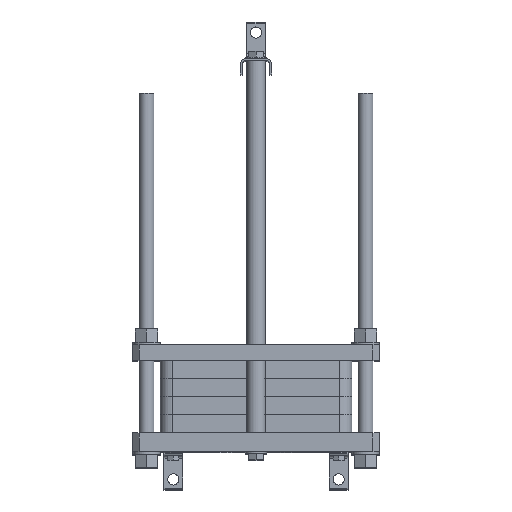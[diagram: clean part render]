
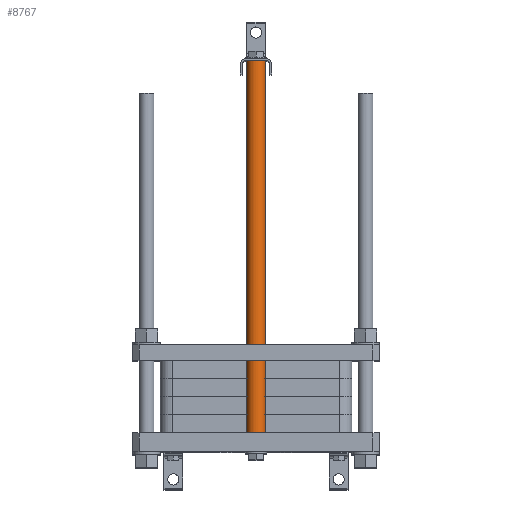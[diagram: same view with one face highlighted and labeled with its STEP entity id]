
A CAD part, top view. The second image highlights one B-rep face of the part: STEP entity #8767.
In plain terms, the highlighted cylindrical face has radius 15 mm (diameter 30 mm), a full revolution.
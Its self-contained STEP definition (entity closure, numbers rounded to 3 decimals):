
#2550=FACE_BOUND('',#3450,.T.);
#2785=CYLINDRICAL_SURFACE('',#9269,15.);
#2979=FACE_OUTER_BOUND('',#3449,.T.);
#3449=EDGE_LOOP('',(#6604));
#3450=EDGE_LOOP('',(#6605));
#4059=CIRCLE('',#9182,15.);
#4093=CIRCLE('',#9270,15.);
#4521=VERTEX_POINT('',#12859);
#4603=VERTEX_POINT('',#13118);
#5275=EDGE_CURVE('',#4521,#4521,#4059,.T.);
#5398=EDGE_CURVE('',#4603,#4603,#4093,.T.);
#6604=ORIENTED_EDGE('',*,*,#5275,.T.);
#6605=ORIENTED_EDGE('',*,*,#5398,.F.);
#8767=ADVANCED_FACE('',(#2979,#2550),#2785,.T.);
#9182=AXIS2_PLACEMENT_3D('',#12860,#10140,#10141);
#9269=AXIS2_PLACEMENT_3D('',#13117,#10403,#10404);
#9270=AXIS2_PLACEMENT_3D('',#13119,#10405,#10406);
#10140=DIRECTION('center_axis',(0.,-1.,0.));
#10141=DIRECTION('ref_axis',(-1.,0.,0.));
#10403=DIRECTION('center_axis',(0.,1.,0.));
#10404=DIRECTION('ref_axis',(-1.,0.,0.));
#10405=DIRECTION('center_axis',(0.,-1.,0.));
#10406=DIRECTION('ref_axis',(-1.,0.,0.));
#12859=CARTESIAN_POINT('',(15.,597.,885.5));
#12860=CARTESIAN_POINT('Origin',(0.,597.,885.5));
#13117=CARTESIAN_POINT('Origin',(0.,0.,
885.5));
#13118=CARTESIAN_POINT('',(15.,0.,885.5));
#13119=CARTESIAN_POINT('Origin',(0.,0.,
885.5));
